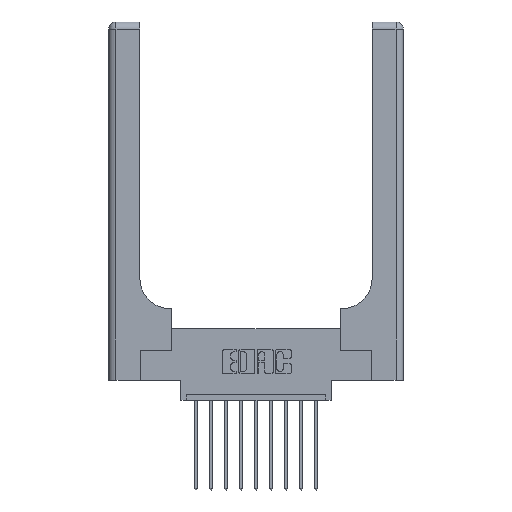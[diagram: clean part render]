
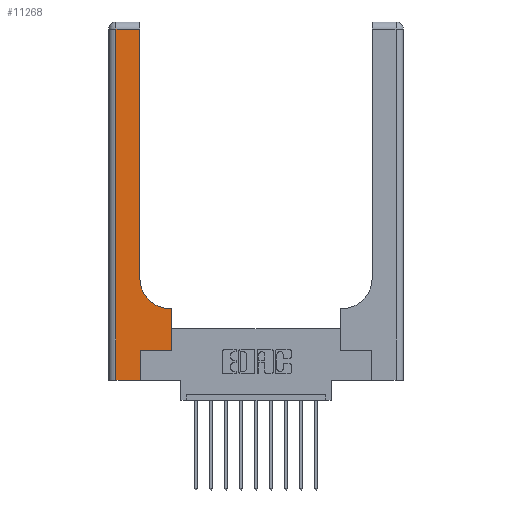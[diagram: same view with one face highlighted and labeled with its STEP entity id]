
A CAD part, top view. The second image highlights one B-rep face of the part: STEP entity #11268.
In plain terms, the highlighted planar face has unit normal (0, 0, 1).
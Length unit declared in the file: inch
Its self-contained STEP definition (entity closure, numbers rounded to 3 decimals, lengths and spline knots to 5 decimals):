
#61 = LINE ( 'NONE', #4853, #5810 ) ;
#404 = ORIENTED_EDGE ( 'NONE', *, *, #5229, .T. ) ;
#537 = CARTESIAN_POINT ( 'NONE',  ( 0.26, 3., 0.37 ) ) ;
#822 = DIRECTION ( 'NONE',  ( 0., 1., 0. ) ) ;
#849 = DIRECTION ( 'NONE',  ( 0., 0., -1. ) ) ;
#959 = ORIENTED_EDGE ( 'NONE', *, *, #7974, .T. ) ;
#1227 = EDGE_LOOP ( 'NONE', ( #9870, #6190, #959, #404, #7382, #3561, #12421, #5129, #8897 ) ) ;
#1517 = CARTESIAN_POINT ( 'NONE',  ( 0.06, 0., 0.37 ) ) ;
#1916 = CARTESIAN_POINT ( 'NONE',  ( 0.06, 2.94, 0.37 ) ) ;
#1975 = CARTESIAN_POINT ( 'NONE',  ( 0., 3., 0.37 ) ) ;
#2050 = PLANE ( 'NONE',  #8453 ) ;
#2067 = DIRECTION ( 'NONE',  ( 0., 1., 0. ) ) ;
#2166 = VECTOR ( 'NONE', #3764, 39.37008 ) ;
#2265 = CARTESIAN_POINT ( 'NONE',  ( 0., 0., 0.37 ) ) ;
#2959 = VERTEX_POINT ( 'NONE', #14999 ) ;
#3066 = EDGE_CURVE ( 'NONE', #5442, #4744, #3257, .T. ) ;
#3257 = LINE ( 'NONE', #13182, #7231 ) ;
#3345 = EDGE_CURVE ( 'NONE', #13947, #7459, #15062, .T. ) ;
#3403 = VERTEX_POINT ( 'NONE', #6356 ) ;
#3561 = ORIENTED_EDGE ( 'NONE', *, *, #9912, .T. ) ;
#3651 = AXIS2_PLACEMENT_3D ( 'NONE', #12669, #8829, #14879 ) ;
#3764 = DIRECTION ( 'NONE',  ( 1., 0., 0. ) ) ;
#3801 = EDGE_CURVE ( 'NONE', #3403, #13947, #7753, .T. ) ;
#4152 = CARTESIAN_POINT ( 'NONE',  ( 0.265, 0.25, 0.37 ) ) ;
#4253 = VECTOR ( 'NONE', #4264, 39.37008 ) ;
#4264 = DIRECTION ( 'NONE',  ( 0., -1., 0. ) ) ;
#4744 = VERTEX_POINT ( 'NONE', #5872 ) ;
#4853 = CARTESIAN_POINT ( 'NONE',  ( 0., 2.94, 0.37 ) ) ;
#4974 = CARTESIAN_POINT ( 'NONE',  ( 0.265, 0., 0.37 ) ) ;
#5129 = ORIENTED_EDGE ( 'NONE', *, *, #8139, .T. ) ;
#5229 = EDGE_CURVE ( 'NONE', #9738, #6715, #12340, .T. ) ;
#5343 = CARTESIAN_POINT ( 'NONE',  ( 0.26, 0.85, 0.37 ) ) ;
#5442 = VERTEX_POINT ( 'NONE', #7611 ) ;
#5541 = CARTESIAN_POINT ( 'NONE',  ( 0.26, 0.6, 0.37 ) ) ;
#5712 = DIRECTION ( 'NONE',  ( -1., 0., 0. ) ) ;
#5762 = CARTESIAN_POINT ( 'NONE',  ( 0.265, 0., 0.37 ) ) ;
#5810 = VECTOR ( 'NONE', #9526, 39.37008 ) ;
#5855 = LINE ( 'NONE', #5541, #14682 ) ;
#5872 = CARTESIAN_POINT ( 'NONE',  ( 0.528, 0.6, 0.37 ) ) ;
#6029 = VERTEX_POINT ( 'NONE', #1916 ) ;
#6190 = ORIENTED_EDGE ( 'NONE', *, *, #11043, .T. ) ;
#6356 = CARTESIAN_POINT ( 'NONE',  ( 0.51, 0.6, 0.37 ) ) ;
#6632 = DIRECTION ( 'NONE',  ( 1., 0., 0. ) ) ;
#6715 = VERTEX_POINT ( 'NONE', #4974 ) ;
#7231 = VECTOR ( 'NONE', #2067, 39.37008 ) ;
#7294 = VECTOR ( 'NONE', #822, 39.37008 ) ;
#7382 = ORIENTED_EDGE ( 'NONE', *, *, #8565, .T. ) ;
#7459 = VERTEX_POINT ( 'NONE', #8703 ) ;
#7611 = CARTESIAN_POINT ( 'NONE',  ( 0.528, 0.25, 0.37 ) ) ;
#7753 = CIRCLE ( 'NONE', #3651, 0.25 ) ;
#7892 = DIRECTION ( 'NONE',  ( 0., 1., 0. ) ) ;
#7974 = EDGE_CURVE ( 'NONE', #6029, #9738, #12601, .T. ) ;
#8103 = LINE ( 'NONE', #5762, #7294 ) ;
#8139 = EDGE_CURVE ( 'NONE', #4744, #3403, #5855, .T. ) ;
#8453 = AXIS2_PLACEMENT_3D ( 'NONE', #1975, #849, #5712 ) ;
#8565 = EDGE_CURVE ( 'NONE', #6715, #2959, #8103, .T. ) ;
#8703 = CARTESIAN_POINT ( 'NONE',  ( 0.26, 2.94, 0.37 ) ) ;
#8829 = DIRECTION ( 'NONE',  ( 0., 0., -1. ) ) ;
#8897 = ORIENTED_EDGE ( 'NONE', *, *, #3801, .T. ) ;
#9249 = FACE_OUTER_BOUND ( 'NONE', #1227, .T. ) ;
#9526 = DIRECTION ( 'NONE',  ( -1., 0., 0. ) ) ;
#9738 = VERTEX_POINT ( 'NONE', #1517 ) ;
#9870 = ORIENTED_EDGE ( 'NONE', *, *, #3345, .T. ) ;
#9912 = EDGE_CURVE ( 'NONE', #2959, #5442, #15093, .T. ) ;
#10313 = VECTOR ( 'NONE', #7892, 39.37008 ) ;
#11043 = EDGE_CURVE ( 'NONE', #7459, #6029, #61, .T. ) ;
#11268 = ADVANCED_FACE ( 'NONE', ( #9249 ), #2050, .F. ) ;
#12340 = LINE ( 'NONE', #2265, #2166 ) ;
#12421 = ORIENTED_EDGE ( 'NONE', *, *, #3066, .T. ) ;
#12601 = LINE ( 'NONE', #15045, #4253 ) ;
#12669 = CARTESIAN_POINT ( 'NONE',  ( 0.51, 0.85, 0.37 ) ) ;
#13150 = DIRECTION ( 'NONE',  ( -1., 0., 0. ) ) ;
#13182 = CARTESIAN_POINT ( 'NONE',  ( 0.528, 0.25, 0.37 ) ) ;
#13947 = VERTEX_POINT ( 'NONE', #5343 ) ;
#13974 = VECTOR ( 'NONE', #6632, 39.37008 ) ;
#14682 = VECTOR ( 'NONE', #13150, 39.37008 ) ;
#14879 = DIRECTION ( 'NONE',  ( 1., 0., 0. ) ) ;
#14999 = CARTESIAN_POINT ( 'NONE',  ( 0.265, 0.25, 0.37 ) ) ;
#15045 = CARTESIAN_POINT ( 'NONE',  ( 0.06, 3., 0.37 ) ) ;
#15062 = LINE ( 'NONE', #537, #10313 ) ;
#15093 = LINE ( 'NONE', #4152, #13974 ) ;
